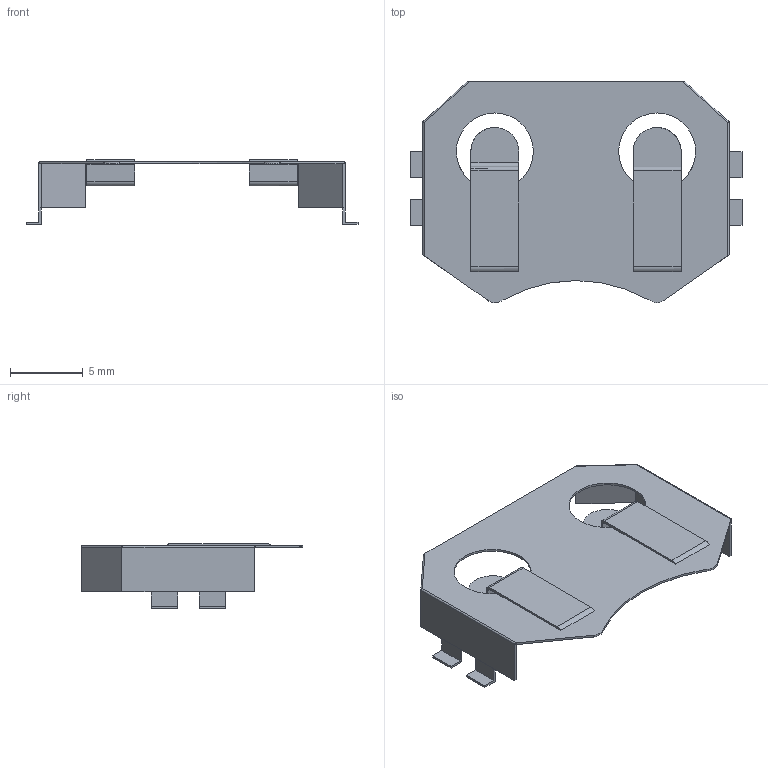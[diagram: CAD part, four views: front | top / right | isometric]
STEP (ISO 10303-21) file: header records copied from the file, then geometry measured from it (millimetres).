
FILE_DESCRIPTION (( 'STEP AP214' ), '1' );
FILE_NAME ('User Library-BK-912_V1I3.STEP', '2015-03-18T20:15:42', ( 'Windows User' ), ( '' ), 'SwSTEP 2.0', 'SolidWorks 2015', '' );
FILE_SCHEMA (( 'AUTOMOTIVE_DESIGN' ));
Length unit declared in the file: millimetre
Products named in the file (6): User Library-BK-912_V1I3_5; User Library-BK-912_V1I3_4; User Library-BK-912_V1I3_3; User Library-BK-912_V1I3_2; User Library-BK-912_V1I3_1; User Library-BK-912_V1I3
Assembly tree (5 placements, depth 2):
  User Library-BK-912_V1I3
    User Library-BK-912_V1I3_1
    User Library-BK-912_V1I3_2
    User Library-BK-912_V1I3_3
    User Library-BK-912_V1I3_4
    User Library-BK-912_V1I3_5
Bounding box: 22.86 x 15.24 x 4.47 mm (x, y, z)
Volume: 60.2 mm3; surface area: 771.8 mm2
Topology: 5 solids, 5 shells, 95 faces, 269 edges, 184 vertices
Faces by surface type: plane 71, cylinder 24
Entity records: 4486 total; most frequent: CARTESIAN_POINT 813, ORIENTED_EDGE 538, DIRECTION 435, EDGE_CURVE 269, LINE 187, VECTOR 187, VERTEX_POINT 184, AXIS2_PLACEMENT_3D 124
